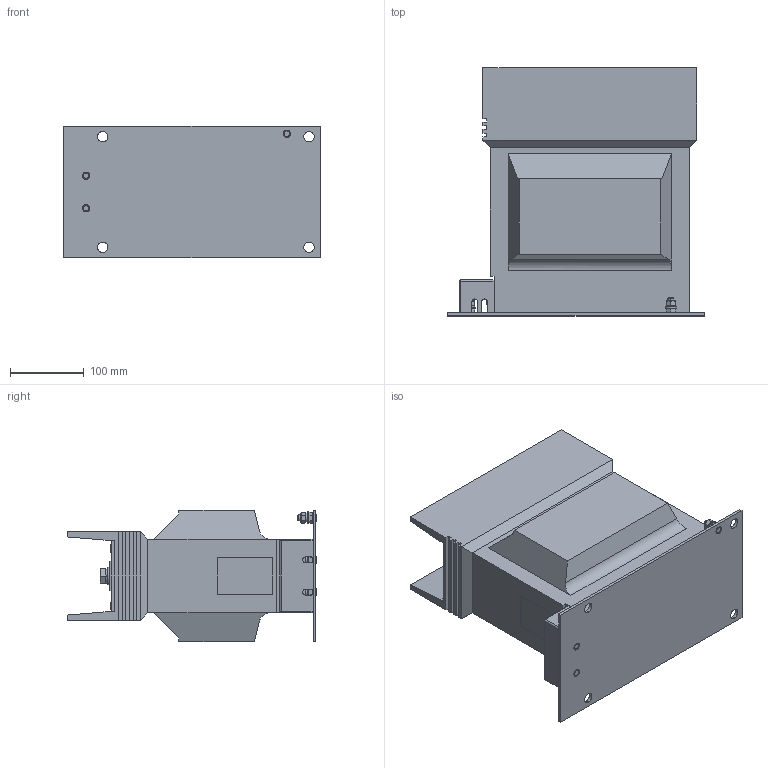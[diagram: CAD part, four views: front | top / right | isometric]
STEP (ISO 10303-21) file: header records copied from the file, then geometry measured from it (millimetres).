
FILE_DESCRIPTION (( 'STEP AP214' ), '1' );
FILE_NAME ('ﾒﾋﾊ-ﾑﾒ-20-ﾌ_ﾒﾎﾋ-ﾑﾒ-20-ﾌ .STEP', '2023-08-09T19:47:52', ( '' ), ( '' ), 'SwSTEP 2.0', 'SolidWorks 2019', '' );
FILE_SCHEMA (( 'AUTOMOTIVE_DESIGN' ));
Length unit declared in the file: millimetre
Products named in the file (1): ﾒﾋﾊ-ﾑﾒ-20-ﾌ_ﾒﾎﾋ-ﾑﾒ-20-ﾌ 
Bounding box: 347.5 x 337.6 x 178 mm (x, y, z)
Volume: 10340825.4 mm3; surface area: 502586.4 mm2
Topology: 41 solids, 41 shells, 1059 faces, 2690 edges, 1754 vertices
Faces by surface type: plane 557, cylinder 195, bspline 154, cone 125, torus 22, sphere 6
Entity records: 49431 total; most frequent: CARTESIAN_POINT 12740, ORIENTED_EDGE 5368, DIRECTION 4598, EDGE_CURVE 2684, VERTEX_POINT 1754, AXIS2_PLACEMENT_3D 1580, VECTOR 1438, LINE 1438
